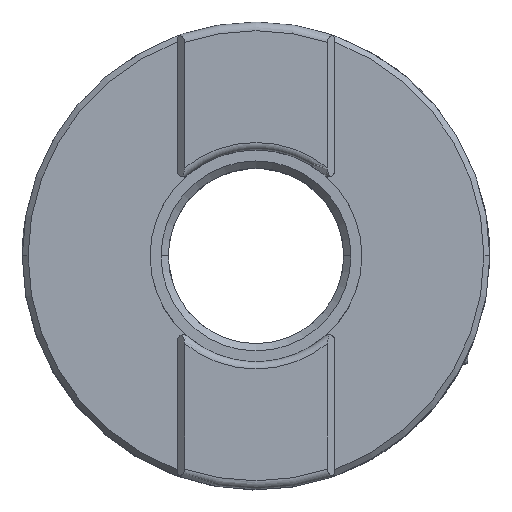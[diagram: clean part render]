
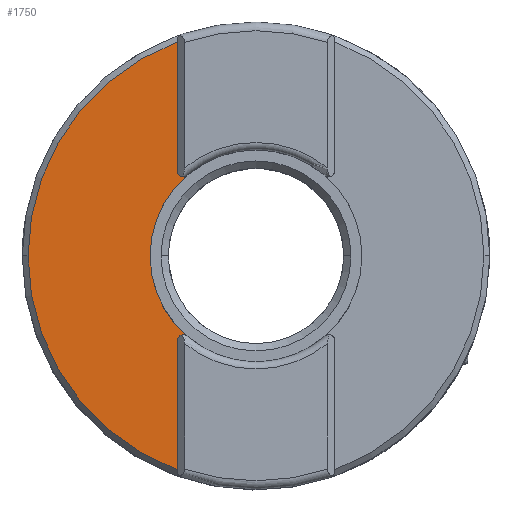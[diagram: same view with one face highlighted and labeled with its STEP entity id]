
A CAD part, top view. The second image highlights one B-rep face of the part: STEP entity #1750.
In plain terms, the highlighted planar face has unit normal (0, 0, 1).
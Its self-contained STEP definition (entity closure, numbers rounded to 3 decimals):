
#85 = EDGE_CURVE ( 'NONE', #2571, #2480, #2311, .T. ) ;
#103 = EDGE_CURVE ( 'NONE', #1776, #2739, #1739, .T. ) ;
#121 = CIRCLE ( 'NONE', #582, 15.6 ) ;
#125 = CARTESIAN_POINT ( 'NONE',  ( -5.385, 15.067, 14.4 ) ) ;
#139 = DIRECTION ( 'NONE',  ( 0., 0., -1. ) ) ;
#156 = CARTESIAN_POINT ( 'NONE',  ( -5.385, -14.641, 14.4 ) ) ;
#189 = CIRCLE ( 'NONE', #2173, 0.4 ) ;
#263 = EDGE_CURVE ( 'NONE', #2571, #1776, #1029, .T. ) ;
#274 = DIRECTION ( 'NONE',  ( 1., 0., 0. ) ) ;
#288 = DIRECTION ( 'NONE',  ( 0., 0., -1. ) ) ;
#350 = ORIENTED_EDGE ( 'NONE', *, *, #263, .T. ) ;
#353 = EDGE_CURVE ( 'NONE', #424, #1246, #1078, .T. ) ;
#422 = DIRECTION ( 'NONE',  ( 1., 0., 0. ) ) ;
#424 = VERTEX_POINT ( 'NONE', #2267 ) ;
#452 = AXIS2_PLACEMENT_3D ( 'NONE', #2306, #2606, #1565 ) ;
#460 = DIRECTION ( 'NONE',  ( 0., 0., 1. ) ) ;
#511 = CARTESIAN_POINT ( 'NONE',  ( -4.985, 5.803, 14.4 ) ) ;
#546 = VECTOR ( 'NONE', #956, 1000. ) ;
#582 = AXIS2_PLACEMENT_3D ( 'NONE', #1730, #2552, #3097 ) ;
#660 = EDGE_CURVE ( 'NONE', #2739, #1834, #2786, .T. ) ;
#701 = CARTESIAN_POINT ( 'NONE',  ( -15.6, 0., 14.4 ) ) ;
#782 = AXIS2_PLACEMENT_3D ( 'NONE', #3441, #3132, #422 ) ;
#956 = DIRECTION ( 'NONE',  ( 0., 1., 0. ) ) ;
#1029 = LINE ( 'NONE', #125, #546 ) ;
#1078 = LINE ( 'NONE', #2983, #2784 ) ;
#1112 = AXIS2_PLACEMENT_3D ( 'NONE', #2956, #288, #274 ) ;
#1246 = VERTEX_POINT ( 'NONE', #2746 ) ;
#1274 = CARTESIAN_POINT ( 'NONE',  ( 0., 0., 14.4 ) ) ;
#1325 = EDGE_CURVE ( 'NONE', #1834, #2513, #2268, .T. ) ;
#1340 = ORIENTED_EDGE ( 'NONE', *, *, #353, .T. ) ;
#1477 = AXIS2_PLACEMENT_3D ( 'NONE', #3393, #139, #1823 ) ;
#1565 = DIRECTION ( 'NONE',  ( 1., 0., 0. ) ) ;
#1671 = EDGE_LOOP ( 'NONE', ( #350, #3128, #3492, #2002, #3133, #1340, #1980, #3448 ) ) ;
#1691 = CARTESIAN_POINT ( 'NONE',  ( -4.724, -5.499, 14.4 ) ) ;
#1730 = CARTESIAN_POINT ( 'NONE',  ( 0., 0., 14.4 ) ) ;
#1739 = CIRCLE ( 'NONE', #1112, 0.4 ) ;
#1750 = ADVANCED_FACE ( 'NONE', ( #3174 ), #2059, .T. ) ;
#1776 = VERTEX_POINT ( 'NONE', #3155 ) ;
#1823 = DIRECTION ( 'NONE',  ( 1., 0., 0. ) ) ;
#1834 = VERTEX_POINT ( 'NONE', #2114 ) ;
#1980 = ORIENTED_EDGE ( 'NONE', *, *, #2822, .F. ) ;
#2002 = ORIENTED_EDGE ( 'NONE', *, *, #1325, .T. ) ;
#2055 = AXIS2_PLACEMENT_3D ( 'NONE', #1274, #460, #2336 ) ;
#2059 = PLANE ( 'NONE',  #2055 ) ;
#2114 = CARTESIAN_POINT ( 'NONE',  ( -7.25, 0., 14.4 ) ) ;
#2173 = AXIS2_PLACEMENT_3D ( 'NONE', #511, #2896, #2916 ) ;
#2181 = DIRECTION ( 'NONE',  ( 0., 1., 0. ) ) ;
#2267 = CARTESIAN_POINT ( 'NONE',  ( -5.385, 5.803, 14.4 ) ) ;
#2268 = CIRCLE ( 'NONE', #1477, 7.25 ) ;
#2306 = CARTESIAN_POINT ( 'NONE',  ( 0., 0., 14.4 ) ) ;
#2311 = CIRCLE ( 'NONE', #782, 15.6 ) ;
#2336 = DIRECTION ( 'NONE',  ( 1., 0., 0. ) ) ;
#2367 = EDGE_CURVE ( 'NONE', #2513, #424, #189, .T. ) ;
#2480 = VERTEX_POINT ( 'NONE', #701 ) ;
#2513 = VERTEX_POINT ( 'NONE', #3195 ) ;
#2552 = DIRECTION ( 'NONE',  ( 0., 0., -1. ) ) ;
#2571 = VERTEX_POINT ( 'NONE', #156 ) ;
#2606 = DIRECTION ( 'NONE',  ( 0., 0., -1. ) ) ;
#2739 = VERTEX_POINT ( 'NONE', #1691 ) ;
#2746 = CARTESIAN_POINT ( 'NONE',  ( -5.385, 14.641, 14.4 ) ) ;
#2784 = VECTOR ( 'NONE', #2181, 1000. ) ;
#2786 = CIRCLE ( 'NONE', #452, 7.25 ) ;
#2822 = EDGE_CURVE ( 'NONE', #2480, #1246, #121, .T. ) ;
#2896 = DIRECTION ( 'NONE',  ( 0., 0., -1. ) ) ;
#2916 = DIRECTION ( 'NONE',  ( 1., 0., 0. ) ) ;
#2956 = CARTESIAN_POINT ( 'NONE',  ( -4.985, -5.803, 14.4 ) ) ;
#2983 = CARTESIAN_POINT ( 'NONE',  ( -5.385, 15.067, 14.4 ) ) ;
#3097 = DIRECTION ( 'NONE',  ( 1., 0., 0. ) ) ;
#3128 = ORIENTED_EDGE ( 'NONE', *, *, #103, .T. ) ;
#3132 = DIRECTION ( 'NONE',  ( 0., 0., -1. ) ) ;
#3133 = ORIENTED_EDGE ( 'NONE', *, *, #2367, .T. ) ;
#3155 = CARTESIAN_POINT ( 'NONE',  ( -5.385, -5.803, 14.4 ) ) ;
#3174 = FACE_OUTER_BOUND ( 'NONE', #1671, .T. ) ;
#3195 = CARTESIAN_POINT ( 'NONE',  ( -4.724, 5.499, 14.4 ) ) ;
#3393 = CARTESIAN_POINT ( 'NONE',  ( 0., 0., 14.4 ) ) ;
#3441 = CARTESIAN_POINT ( 'NONE',  ( 0., 0., 14.4 ) ) ;
#3448 = ORIENTED_EDGE ( 'NONE', *, *, #85, .F. ) ;
#3492 = ORIENTED_EDGE ( 'NONE', *, *, #660, .T. ) ;
